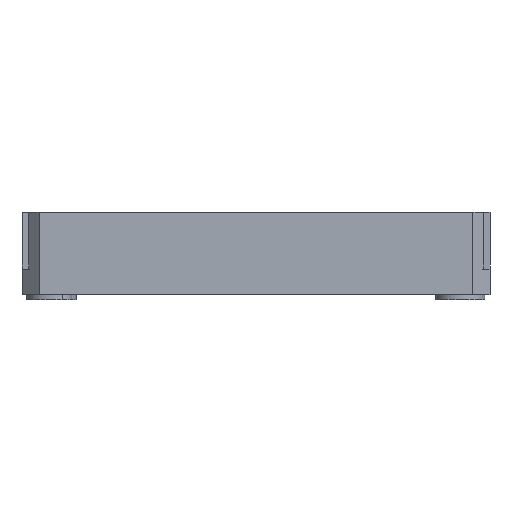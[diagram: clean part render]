
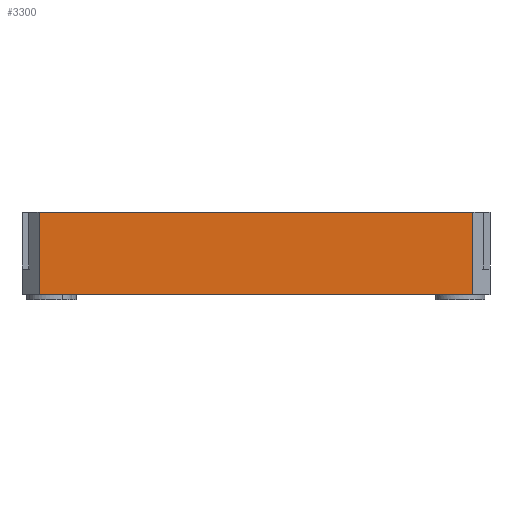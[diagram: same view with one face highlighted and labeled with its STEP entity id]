
A CAD part, front view. The second image highlights one B-rep face of the part: STEP entity #3300.
In plain terms, the highlighted planar face has unit normal (0, -1, 0).
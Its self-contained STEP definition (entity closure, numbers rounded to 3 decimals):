
#71=PLANE('',#3545);
#200=FACE_OUTER_BOUND('',#386,.T.);
#386=EDGE_LOOP('',(#2509,#2510,#2511,#2512));
#685=LINE('',#5100,#1053);
#736=LINE('',#5270,#1104);
#743=LINE('',#5294,#1111);
#744=LINE('',#5295,#1112);
#1053=VECTOR('',#3984,10.);
#1104=VECTOR('',#4101,10.);
#1111=VECTOR('',#4124,10.);
#1112=VECTOR('',#4125,10.);
#1556=VERTEX_POINT('',#5092);
#1559=VERTEX_POINT('',#5098);
#1614=VERTEX_POINT('',#5268);
#1623=VERTEX_POINT('',#5293);
#1883=EDGE_CURVE('',#1559,#1556,#685,.T.);
#1954=EDGE_CURVE('',#1614,#1559,#736,.T.);
#1966=EDGE_CURVE('',#1614,#1623,#743,.T.);
#1967=EDGE_CURVE('',#1556,#1623,#744,.T.);
#2509=ORIENTED_EDGE('',*,*,#1883,.F.);
#2510=ORIENTED_EDGE('',*,*,#1954,.F.);
#2511=ORIENTED_EDGE('',*,*,#1966,.T.);
#2512=ORIENTED_EDGE('',*,*,#1967,.F.);
#3300=ADVANCED_FACE('',(#200),#71,.T.);
#3545=AXIS2_PLACEMENT_3D('',#5292,#4122,#4123);
#3984=DIRECTION('',(0.,0.,1.));
#4101=DIRECTION('',(-1.,0.,0.));
#4122=DIRECTION('center_axis',(0.,-1.,0.));
#4123=DIRECTION('ref_axis',(1.,0.,0.));
#4124=DIRECTION('',(0.,0.,1.));
#4125=DIRECTION('',(1.,0.,0.));
#5092=CARTESIAN_POINT('',(36.127,1.279,12.95));
#5098=CARTESIAN_POINT('',(36.127,1.279,3.284));
#5100=CARTESIAN_POINT('',(36.127,1.279,5.284));
#5268=CARTESIAN_POINT('',(87.088,1.279,3.284));
#5270=CARTESIAN_POINT('',(19.088,1.279,3.284));
#5292=CARTESIAN_POINT('Origin',(19.088,1.279,5.284));
#5293=CARTESIAN_POINT('',(87.088,1.279,12.95));
#5294=CARTESIAN_POINT('',(87.088,1.279,6.284));
#5295=CARTESIAN_POINT('',(40.088,1.279,12.95));
